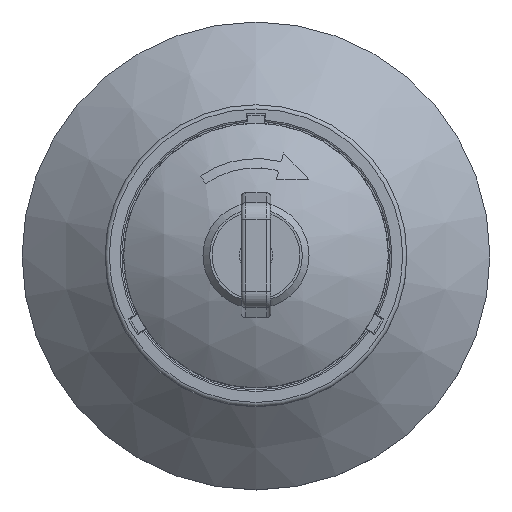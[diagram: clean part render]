
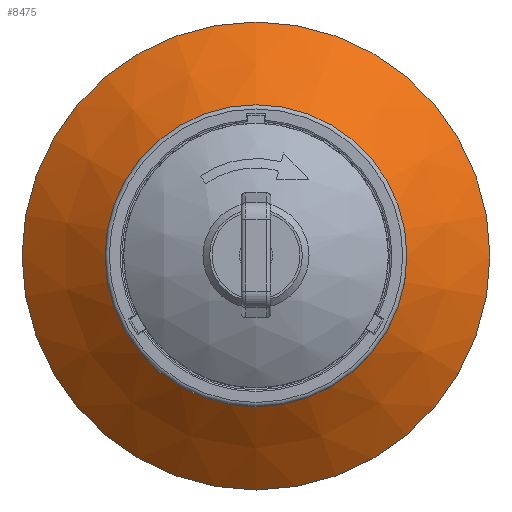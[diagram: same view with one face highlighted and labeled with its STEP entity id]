
A CAD part, top view. The second image highlights one B-rep face of the part: STEP entity #8475.
In plain terms, the highlighted conical face has half-angle 50 degrees and reference radius 22.95 mm.
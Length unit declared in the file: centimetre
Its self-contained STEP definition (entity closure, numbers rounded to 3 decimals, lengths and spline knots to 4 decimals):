
#79=FACE_BOUND('',#1417,.T.);
#117=CONICAL_SURFACE('',#9364,2.295,50.);
#877=FACE_OUTER_BOUND('',#1416,.T.);
#1416=EDGE_LOOP('',(#7127));
#1417=EDGE_LOOP('',(#7128));
#3228=CIRCLE('',#9363,1.8);
#3229=CIRCLE('',#9365,2.79);
#3991=VERTEX_POINT('',#14549);
#3992=VERTEX_POINT('',#14552);
#5107=EDGE_CURVE('',#3991,#3991,#3228,.T.);
#5108=EDGE_CURVE('',#3992,#3992,#3229,.T.);
#7127=ORIENTED_EDGE('',*,*,#5108,.F.);
#7128=ORIENTED_EDGE('',*,*,#5107,.T.);
#8475=ADVANCED_FACE('',(#877,#79),#117,.T.);
#9363=AXIS2_PLACEMENT_3D('',#14550,#11652,#11653);
#9364=AXIS2_PLACEMENT_3D('',#14551,#11654,#11655);
#9365=AXIS2_PLACEMENT_3D('',#14553,#11656,#11657);
#11652=DIRECTION('center_axis',(0.,0.,
-1.));
#11653=DIRECTION('ref_axis',(0.,1.,0.));
#11654=DIRECTION('center_axis',(0.,0.,
-1.));
#11655=DIRECTION('ref_axis',(0.,1.,0.));
#11656=DIRECTION('center_axis',(0.,0.,
-1.));
#11657=DIRECTION('ref_axis',(0.,1.,0.));
#14549=CARTESIAN_POINT('',(0.,1.8,3.125));
#14550=CARTESIAN_POINT('Origin',(0.,0.,
3.125));
#14551=CARTESIAN_POINT('Origin',(0.,0.,
2.7096));
#14552=CARTESIAN_POINT('',(0.,2.79,2.2943));
#14553=CARTESIAN_POINT('Origin',(0.,0.,
2.2943));
